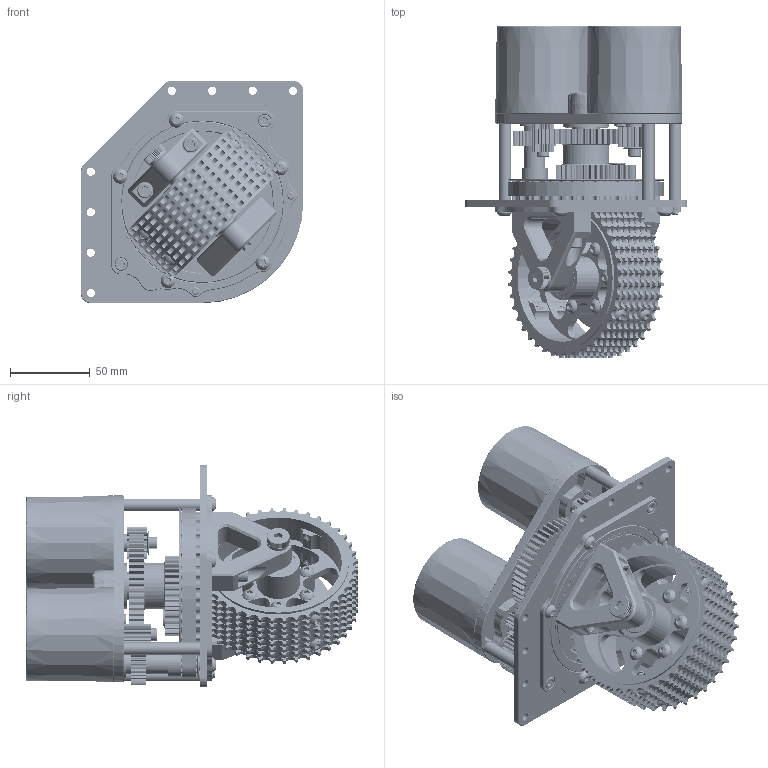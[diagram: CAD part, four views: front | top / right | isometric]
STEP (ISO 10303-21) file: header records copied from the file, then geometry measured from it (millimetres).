
FILE_DESCRIPTION (( 'STEP AP203' ), '1' );
FILE_NAME ('SDS MK4 Swerve Module, NEOs, L3.STEP', '2021-06-01T04:52:16', ( '' ), ( '' ), 'SwSTEP 2.0', 'SolidWorks 2019', '' );
FILE_SCHEMA (( 'CONFIG_CONTROL_DESIGN' ));
Length unit declared in the file: inch
Products named in the file (51): Screw, 10-32 X .25, Button, 91255A261_91255A261; SDS MK4 Swerve Module, NEOs, L3; CANcoder Bottom Housing; Double Gear, 20DP, 28T, 50T; Wheel Mount A; MK4 Wheel Spacer; CANcoder PCA; Screw, .25-20 X .625, 91251A539_91251A539; Gear, 20DP, 14T, 8mm REV1; Gear, 32DP, 8mm, am-3482; Shim, 8mm ID X 14mm OD X .5mm Thick, 98055A115_98055A115; Spacer, 8mm X .1875; MK4 Billet Wheel Assembly; Bearing, 688; MK3 Plates_Both Plates With Chamfers; Bevel Gear, 1545; Screw, Shoulder, .375 X 2.5, 5_16-18, 91259A634_91259A634; Spacer, #10 X 1.875, .3125 OD, 92510A554; Belt, 320-5M-09; Bearing, F689-ZZ; Retaining Ring, 8mm, 98430A132_98430A132; Wheel, SDS, Nitrile Tread, 4in X 1.5in, Bearing Bore; Gear, 32DP, 32T, .375 Hex Bore; MK2 Steering Shaft V3 Assembly; Bearing, .375 ThunderHex, Flanged, 217-5829; MK3 Center Column; magnet; Bearing, 6802; Wheel Mount B Gen2; Tread, Blue Nitrile 4in X 1.5in; CANcoder Screw; Motor, NEO, Shaft Cut; CANcoder Assembly; Bearing, R6ZZ; Bearing, R188ZZ, 217-3489; CANcoder Top Housing; MK3 Base Pulley; Screw, 3-48 X .1875, Pan Phillips, 90272A091_90272A091; Screw, 10-32 X .75, Button, 91255A269_91255A269; Screw, .25-20 X 1 Socket, 91251A542_91251A542 ...
Assembly tree (80 placements, depth 3):
  SDS MK4 Swerve Module, NEOs, L3
    Double Gear, 20DP, 28T, 50T
    Gear, 20DP, 16T, .375Hex, 217-5451
    Gear, 32DP, 8mm, am-3482
    Gear, 20DP, 14T, 8mm REV1
    Gear, 32DP, 32T, .375 Hex Bore
    Bevel Gear, 1545
    Bevel Gear, 4515
    Bearing, A035XPO_SA035XPO
    Bearing, .375 ThunderHex, Flanged, 217-5829
    Bearing, R188ZZ, 217-3489
    Bearing, F689-ZZ
    Bearing, 6802  x3
    Bearing, R6ZZ
    Bearing, R8ZZ
    Bearing, 688
    Spacer, #10 X 1.875, .3125 OD, 92510A554  x4
    Screw, 10-32 X 2.5, 91251A355_91251A355  x4
    Screw, 10-32 X .25, Button, 91255A261_91255A261  x5
    Screw, 10-32 X .375, 91251A340_91251A340  x2
    Screw, 12-24 X .625, Flat, 91253A282_91253A282
    Screw, .25-20 X 1 Socket, 91251A542_91251A542  x2
    Screw, .25-20 X .625, 91251A539_91251A539  x3
    Screw, Shoulder, .375 X 2.5, 5_16-18, 91259A634_91259A634
    Shim, 8mm ID X 14mm OD X .5mm Thick, 98055A115_98055A115
    MK3 Base Pulley
    MK4 Intermediate Shaft
    Wheel Mount B Gen2
    Wheel Mount A
    MK3 Plates_Both Plates With Chamfers
    MK2 Steering Shaft V3 Assembly
      MK2 Steering Shaft V3
      MK2 Steering Shaft V3, Pulley Flange
    MK3 Center Column
    MK4 Wheel Spacer
    Spacer, 8mm X .1875
    Motor, NEO, Shaft Cut  x2
    Retaining Ring, 8mm, 98430A132_98430A132
    Screw, 3-48 X .1875, Pan Phillips, 90272A091_90272A091  x2
    magnet
    CANcoder Assembly
      CANcoder Top Housing
      CANcoder PCA
      CANcoder Screw
      CANcoder Bottom Housing
    Belt, 320-5M-09
    MK4 Billet Wheel Assembly
      Wheel, SDS, Nitrile Tread, 4in X 1.5in, Bearing Bore
      Tread, Blue Nitrile 4in X 1.5in
      Screw, 10-32 X .75, Button, 91255A269_91255A269  x6
      Screw, 10-32 X .5, Button, 97763A232_97763A232  x8
Bounding box: 139.7 x 208.31 x 139.7 mm (x, y, z)
Volume: 686874.6 mm3; surface area: 308259.1 mm2
Topology: 85 solids, 85 shells, 8013 faces, 21666 edges, 13941 vertices
Faces by surface type: cylinder 4494, plane 1928, cone 1003, bspline 496, sphere 50, torus 42
Entity records: 272240 total; most frequent: CARTESIAN_POINT 115576, ORIENTED_EDGE 32796, DIRECTION 31654, EDGE_CURVE 16398, AXIS2_PLACEMENT_3D 12957, VERTEX_POINT 10599, CIRCLE 7283, EDGE_LOOP 6381
